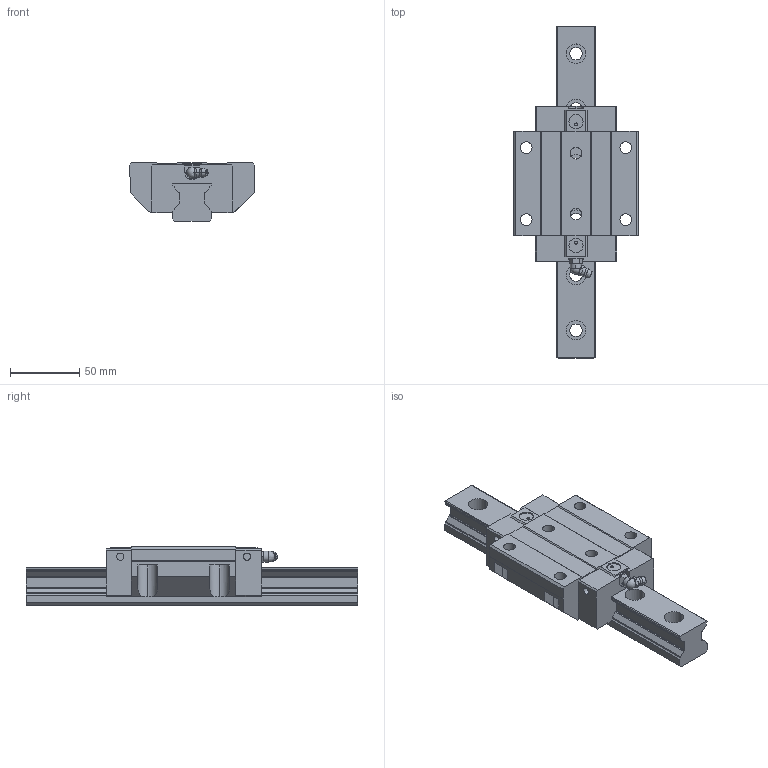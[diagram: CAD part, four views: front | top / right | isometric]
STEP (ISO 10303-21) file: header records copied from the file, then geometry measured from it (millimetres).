
FILE_DESCRIPTION((''),'1');
FILE_NAME(' ',' ',(''),(''),'ACIS Interop R16','Kubotek KeyCreator V6.5.2 (0407)',' ');
FILE_SCHEMA(('CONFIG_CONTROL_DESIGN'));
Length unit declared in the file: millimetre
Products named in the file (3): 1; 2; 3
Bounding box: 90 x 240 x 42 mm (x, y, z)
Volume: 797 mm3; surface area: 71923.6 mm2
Topology: 1 solids, 213 shells, 252 faces, 1311 edges, 1273 vertices
Faces by surface type: plane 159, cylinder 76, torus 10, sphere 3, bspline 2, cone 2
Entity records: 13278 total; most frequent: CARTESIAN_POINT 3035, DIRECTION 2188, ORIENTED_EDGE 1402, EDGE_CURVE 1309, VERTEX_POINT 1273, LINE 896, VECTOR 896, AXIS2_PLACEMENT_3D 646
